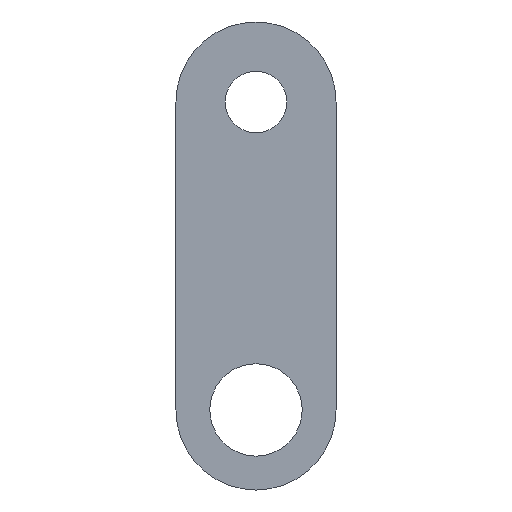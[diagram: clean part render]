
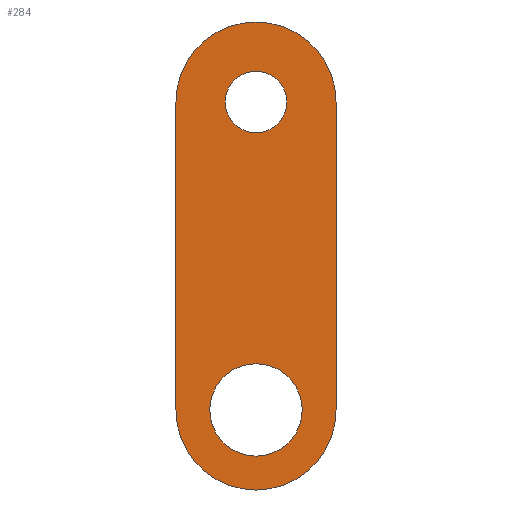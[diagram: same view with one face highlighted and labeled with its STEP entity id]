
A CAD part, front view. The second image highlights one B-rep face of the part: STEP entity #284.
In plain terms, the highlighted planar face has unit normal (0, -1, 0).
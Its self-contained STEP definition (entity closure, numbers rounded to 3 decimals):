
#25=FACE_BOUND('',#65,.T.);
#26=FACE_BOUND('',#66,.T.);
#31=PLANE('',#328);
#48=FACE_OUTER_BOUND('',#64,.T.);
#64=EDGE_LOOP('',(#231,#232,#233,#234));
#65=EDGE_LOOP('',(#235));
#66=EDGE_LOOP('',(#236));
#84=LINE('',#506,#103);
#88=LINE('',#517,#107);
#103=VECTOR('',#374,10.);
#107=VECTOR('',#386,10.);
#116=CIRCLE('',#315,1.);
#121=CIRCLE('',#322,2.6);
#122=CIRCLE('',#325,2.6);
#124=CIRCLE('',#329,1.501);
#135=VERTEX_POINT('',#433);
#141=VERTEX_POINT('',#466);
#148=VERTEX_POINT('',#501);
#149=VERTEX_POINT('',#505);
#151=VERTEX_POINT('',#511);
#153=VERTEX_POINT('',#520);
#159=EDGE_CURVE('',#135,#135,#116,.T.);
#175=EDGE_CURVE('',#141,#148,#121,.T.);
#176=EDGE_CURVE('',#148,#149,#84,.T.);
#179=EDGE_CURVE('',#149,#151,#122,.T.);
#182=EDGE_CURVE('',#151,#141,#88,.T.);
#184=EDGE_CURVE('',#153,#153,#124,.T.);
#231=ORIENTED_EDGE('',*,*,#182,.T.);
#232=ORIENTED_EDGE('',*,*,#175,.T.);
#233=ORIENTED_EDGE('',*,*,#176,.T.);
#234=ORIENTED_EDGE('',*,*,#179,.T.);
#235=ORIENTED_EDGE('',*,*,#159,.T.);
#236=ORIENTED_EDGE('',*,*,#184,.T.);
#284=ADVANCED_FACE('',(#48,#25,#26),#31,.T.);
#315=AXIS2_PLACEMENT_3D('',#434,#350,#351);
#322=AXIS2_PLACEMENT_3D('',#503,#370,#371);
#325=AXIS2_PLACEMENT_3D('',#512,#379,#380);
#328=AXIS2_PLACEMENT_3D('',#519,#388,#389);
#329=AXIS2_PLACEMENT_3D('',#521,#390,#391);
#350=DIRECTION('center_axis',(0.,1.,0.));
#351=DIRECTION('ref_axis',(1.,0.,0.));
#370=DIRECTION('center_axis',(0.,-1.,0.));
#371=DIRECTION('ref_axis',(1.,0.,0.));
#374=DIRECTION('',(0.,0.,1.));
#379=DIRECTION('center_axis',(0.,-1.,0.));
#380=DIRECTION('ref_axis',(1.,0.,0.));
#386=DIRECTION('',(0.,0.,-1.));
#388=DIRECTION('center_axis',(0.,-1.,0.));
#389=DIRECTION('ref_axis',(0.,0.,-1.));
#390=DIRECTION('center_axis',(0.,1.,0.));
#391=DIRECTION('ref_axis',(-1.,0.,0.));
#433=CARTESIAN_POINT('',(-1.,0.,10.));
#434=CARTESIAN_POINT('Origin',(0.,0.,10.));
#466=CARTESIAN_POINT('',(-2.6,0.,0.));
#501=CARTESIAN_POINT('',(2.6,0.,0.));
#503=CARTESIAN_POINT('Origin',(0.,0.,0.));
#505=CARTESIAN_POINT('',(2.6,0.,10.));
#506=CARTESIAN_POINT('',(2.6,0.,0.));
#511=CARTESIAN_POINT('',(-2.6,0.,10.));
#512=CARTESIAN_POINT('Origin',(0.,0.,10.));
#517=CARTESIAN_POINT('',(-2.6,0.,10.));
#519=CARTESIAN_POINT('Origin',(0.,0.,5.));
#520=CARTESIAN_POINT('',(-1.501,0.,0.));
#521=CARTESIAN_POINT('Origin',(0.,0.,0.));
